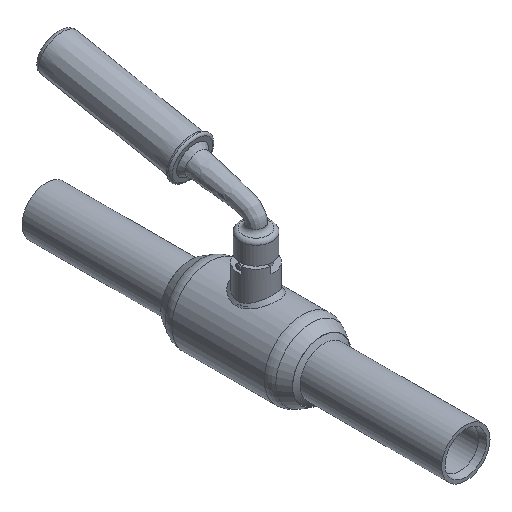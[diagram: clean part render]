
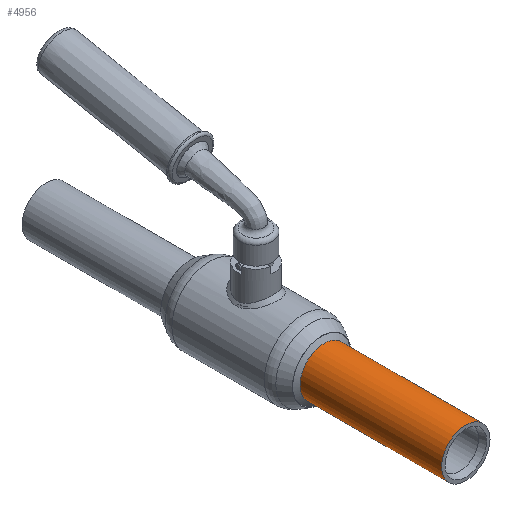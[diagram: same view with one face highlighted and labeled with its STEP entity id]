
A CAD part, isometric view. The second image highlights one B-rep face of the part: STEP entity #4956.
In plain terms, the highlighted cylindrical face has radius 13.4 mm (diameter 26.8 mm), a full revolution.
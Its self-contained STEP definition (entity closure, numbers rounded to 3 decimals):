
#4920=CARTESIAN_POINT('',(-0.,-9.4,-13.4));
#4921=VERTEX_POINT('',#4920);
#4922=CARTESIAN_POINT('',(0.,-9.4,0.));
#4923=DIRECTION('',(0.,-1.,0.));
#4924=DIRECTION('',(0.,0.,-1.));
#4925=AXIS2_PLACEMENT_3D('',#4922,#4923,#4924);
#4926=CIRCLE('',#4925,13.4);
#4927=EDGE_CURVE('',#4921,#4921,#4926,.T.);
#4932=CARTESIAN_POINT('',(0.,-116.3,0.));
#4933=DIRECTION('',(0.,-1.,0.));
#4934=DIRECTION('',(0.,0.,-1.));
#4935=AXIS2_PLACEMENT_3D('',#4932,#4933,#4934);
#4936=CYLINDRICAL_SURFACE('',#4935,13.4);
#4937=CARTESIAN_POINT('',(-0.,-116.3,-13.4));
#4938=VERTEX_POINT('',#4937);
#4939=CARTESIAN_POINT('',(0.,-116.3,-13.4));
#4940=DIRECTION('',(-0.,1.,-0.));
#4941=VECTOR('',#4940,106.9);
#4942=LINE('',#4939,#4941);
#4943=EDGE_CURVE('',#4938,#4921,#4942,.T.);
#4944=ORIENTED_EDGE('',*,*,#4943,.T.);
#4945=ORIENTED_EDGE('',*,*,#4927,.T.);
#4946=ORIENTED_EDGE('',*,*,#4943,.F.);
#4947=CARTESIAN_POINT('',(0.,-116.3,0.));
#4948=DIRECTION('',(0.,-1.,0.));
#4949=DIRECTION('',(0.,0.,-1.));
#4950=AXIS2_PLACEMENT_3D('',#4947,#4948,#4949);
#4951=CIRCLE('',#4950,13.4);
#4952=EDGE_CURVE('',#4938,#4938,#4951,.T.);
#4953=ORIENTED_EDGE('',*,*,#4952,.F.);
#4954=EDGE_LOOP('',(#4944,#4945,#4946,#4953));
#4955=FACE_BOUND('',#4954,.T.);
#4956=ADVANCED_FACE('',(#4955),#4936,.T.);
